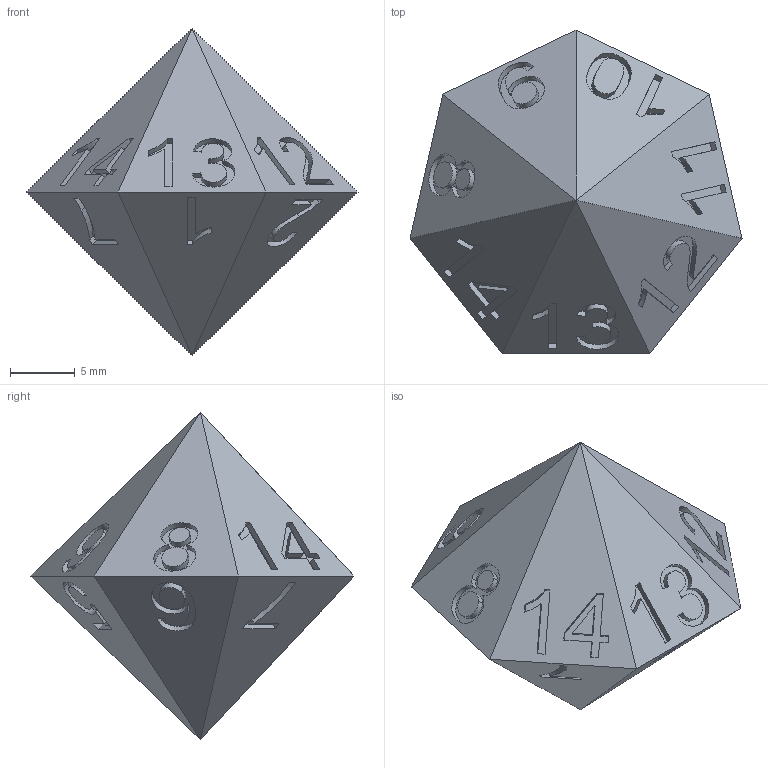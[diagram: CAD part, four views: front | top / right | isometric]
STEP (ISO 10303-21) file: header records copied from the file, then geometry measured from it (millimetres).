
FILE_DESCRIPTION(('HOOPS Exchange Step'),'2;1');
FILE_NAME('temp_export','2024-08-03T15:36:40+08:00',('sharma21'),('Shapr3D Limited'),'HOOPS Exchange 2024.2','Shapr3D','Authorized');
FILE_SCHEMA( ('AUTOMOTIVE_DESIGN { 1 0 10303 214 1 1 1 1 }') );
Length unit declared in the file: millimetre
Products named in the file (1): root
Bounding box: 25.64 x 25 x 25.3 mm (x, y, z)
Volume: 3938.2 mm3; surface area: 2521.7 mm2
Topology: 2 solids, 2 shells, 196 faces, 490 edges, 324 vertices
Faces by surface type: plane 134, bspline 62
Entity records: 8367 total; most frequent: CARTESIAN_POINT 4079, ORIENTED_EDGE 980, DIRECTION 634, EDGE_CURVE 490, VECTOR 364, LINE 364, VERTEX_POINT 324, EDGE_LOOP 224
